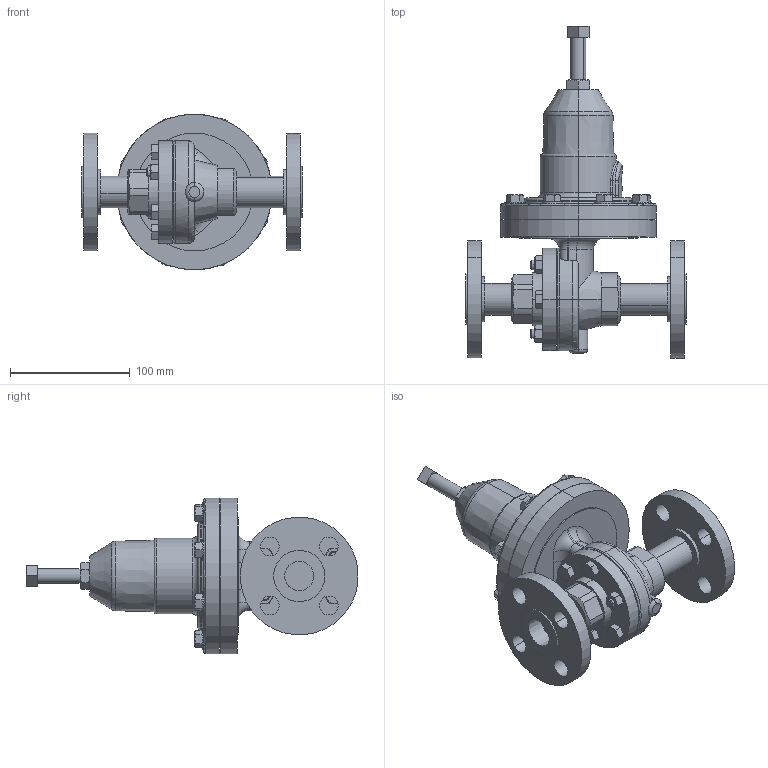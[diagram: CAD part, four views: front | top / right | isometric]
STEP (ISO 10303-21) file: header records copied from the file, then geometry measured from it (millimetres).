
FILE_DESCRIPTION (( 'STEP AP203' ), '1' );
FILE_NAME ('63-075-DI+BR-F5.STEP', '2017-07-25T12:51:13', ( '' ), ( '' ), 'SwSTEP 2.0', 'SolidWorks 2014', '' );
FILE_SCHEMA (( 'CONFIG_CONTROL_DESIGN' ));
Length unit declared in the file: inch
Products named in the file (2): 63-075-DI+BR-F5
Bounding box: 184.15 x 277.69 x 130.05 mm (x, y, z)
Volume: 1145595 mm3; surface area: 153547.1 mm2
Topology: 1 solids, 1 shells, 470 faces, 1099 edges, 671 vertices
Faces by surface type: plane 173, cylinder 131, cone 129, torus 26, bspline 11
Entity records: 15683 total; most frequent: CARTESIAN_POINT 4916, DIRECTION 2224, ORIENTED_EDGE 2194, EDGE_CURVE 1097, AXIS2_PLACEMENT_3D 934, VERTEX_POINT 671, EDGE_LOOP 554, CIRCLE 473
